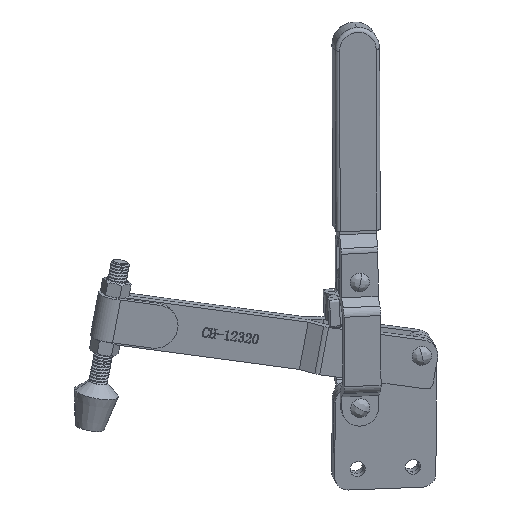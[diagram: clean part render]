
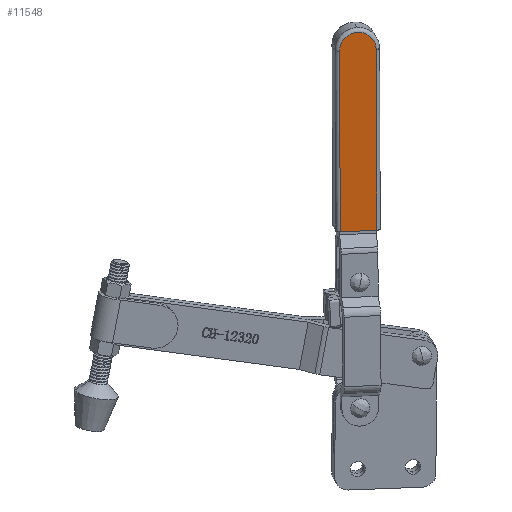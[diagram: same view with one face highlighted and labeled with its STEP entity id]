
A CAD part, top view. The second image highlights one B-rep face of the part: STEP entity #11548.
In plain terms, the highlighted face is planar.
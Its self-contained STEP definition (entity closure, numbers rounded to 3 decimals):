
#197 = CARTESIAN_POINT ( 'NONE',  ( 110.393, 22.876, 14. ) ) ;
#432 = CARTESIAN_POINT ( 'NONE',  ( 13.893, 3.876, 14. ) ) ;
#555 = ORIENTED_EDGE ( 'NONE', *, *, #16741, .T. ) ;
#957 = ORIENTED_EDGE ( 'NONE', *, *, #22657, .T. ) ;
#1552 = LINE ( 'NONE', #5690, #15948 ) ;
#3106 = VERTEX_POINT ( 'NONE', #8071 ) ;
#4967 = PLANE ( 'NONE',  #26191 ) ;
#5302 = FACE_OUTER_BOUND ( 'NONE', #32955, .T. ) ;
#5417 = DIRECTION ( 'NONE',  ( -1., 0., 0. ) ) ;
#5690 = CARTESIAN_POINT ( 'NONE',  ( 110.393, 1.876, 14. ) ) ;
#6600 = CARTESIAN_POINT ( 'NONE',  ( 13.893, 13.376, 14. ) ) ;
#7862 = CARTESIAN_POINT ( 'NONE',  ( 13.893, 13.376, 14. ) ) ;
#8071 = CARTESIAN_POINT ( 'NONE',  ( 110.393, 3.876, 14. ) ) ;
#8365 = DIRECTION ( 'NONE',  ( 1., 0., 0. ) ) ;
#8833 = DIRECTION ( 'NONE',  ( 0., 1., 0. ) ) ;
#9517 = DIRECTION ( 'NONE',  ( 1., 0., 0. ) ) ;
#10759 = DIRECTION ( 'NONE',  ( 0., 0., 1. ) ) ;
#11548 = ADVANCED_FACE ( 'NONE', ( #5302 ), #4967, .T. ) ;
#12815 = AXIS2_PLACEMENT_3D ( 'NONE', #6600, #26738, #9517 ) ;
#13317 = LINE ( 'NONE', #25743, #19152 ) ;
#13974 = CARTESIAN_POINT ( 'NONE',  ( 13.893, 22.876, 14. ) ) ;
#14067 = EDGE_CURVE ( 'NONE', #3106, #19011, #1552, .T. ) ;
#14768 = ORIENTED_EDGE ( 'NONE', *, *, #14067, .T. ) ;
#15948 = VECTOR ( 'NONE', #8833, 1000. ) ;
#16741 = EDGE_CURVE ( 'NONE', #33034, #35099, #23913, .T. ) ;
#17452 = CARTESIAN_POINT ( 'NONE',  ( 13.893, 22.876, 14. ) ) ;
#19011 = VERTEX_POINT ( 'NONE', #197 ) ;
#19152 = VECTOR ( 'NONE', #8365, 1000. ) ;
#20337 = ORIENTED_EDGE ( 'NONE', *, *, #35049, .T. ) ;
#21349 = LINE ( 'NONE', #13974, #29029 ) ;
#22657 = EDGE_CURVE ( 'NONE', #19011, #33034, #21349, .T. ) ;
#23913 = CIRCLE ( 'NONE', #12815, 9.5 ) ;
#25743 = CARTESIAN_POINT ( 'NONE',  ( 13.893, 3.876, 14. ) ) ;
#26191 = AXIS2_PLACEMENT_3D ( 'NONE', #7862, #10759, #30862 ) ;
#26738 = DIRECTION ( 'NONE',  ( 0., 0., 1. ) ) ;
#29029 = VECTOR ( 'NONE', #5417, 1000. ) ;
#30862 = DIRECTION ( 'NONE',  ( 1., 0., 0. ) ) ;
#32955 = EDGE_LOOP ( 'NONE', ( #14768, #957, #555, #20337 ) ) ;
#33034 = VERTEX_POINT ( 'NONE', #17452 ) ;
#35049 = EDGE_CURVE ( 'NONE', #35099, #3106, #13317, .T. ) ;
#35099 = VERTEX_POINT ( 'NONE', #432 ) ;
